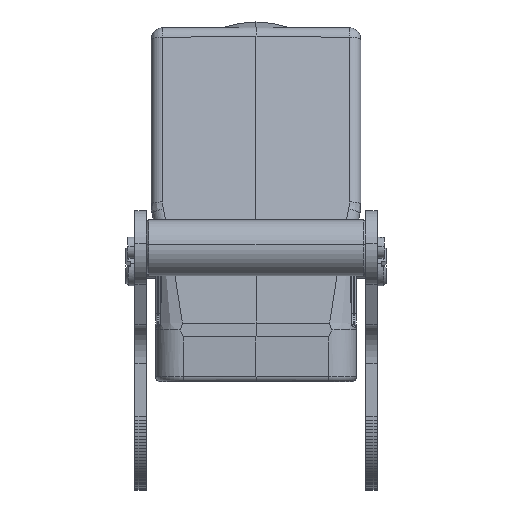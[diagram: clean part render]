
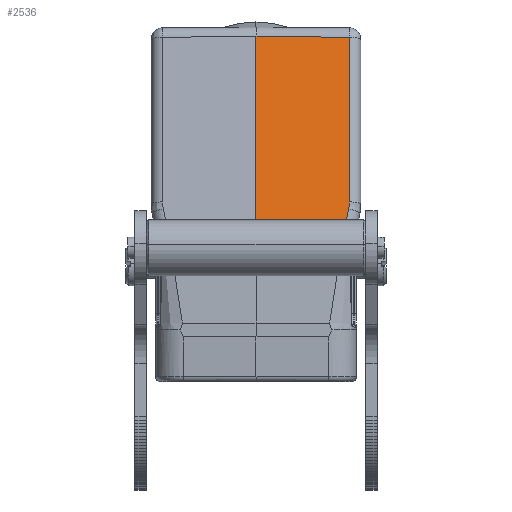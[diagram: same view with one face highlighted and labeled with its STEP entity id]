
A CAD part, top view. The second image highlights one B-rep face of the part: STEP entity #2536.
In plain terms, the highlighted planar face has unit normal (0.009, 0.19, 0.982).
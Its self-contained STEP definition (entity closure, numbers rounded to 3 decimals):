
#713=B_SPLINE_CURVE_WITH_KNOTS('',3,(#30337,#30338,#30339,#30340),
 .UNSPECIFIED.,.F.,.F.,(4,4),(0.,1.),.UNSPECIFIED.);
#2536=ADVANCED_FACE('',(#3663),#2993,.T.);
#2993=PLANE('',#15740);
#3663=FACE_OUTER_BOUND('',#4553,.T.);
#4553=EDGE_LOOP('',(#7978,#7979,#7980,#7981,#7982,#7983));
#7978=ORIENTED_EDGE('',*,*,#12134,.T.);
#7979=ORIENTED_EDGE('',*,*,#12144,.F.);
#7980=ORIENTED_EDGE('',*,*,#12145,.F.);
#7981=ORIENTED_EDGE('',*,*,#12146,.T.);
#7982=ORIENTED_EDGE('',*,*,#12147,.T.);
#7983=ORIENTED_EDGE('',*,*,#12143,.F.);
#9607=VERTEX_POINT('',#22515);
#10167=VERTEX_POINT('',#30310);
#10168=VERTEX_POINT('',#30311);
#10171=VERTEX_POINT('',#30329);
#10172=VERTEX_POINT('',#30334);
#10173=VERTEX_POINT('',#30336);
#12134=EDGE_CURVE('',#10167,#10168,#13466,.T.);
#12143=EDGE_CURVE('',#10167,#10171,#13470,.T.);
#12144=EDGE_CURVE('',#9607,#10168,#13471,.T.);
#12145=EDGE_CURVE('',#10172,#9607,#13472,.T.);
#12146=EDGE_CURVE('',#10172,#10173,#13473,.T.);
#12147=EDGE_CURVE('',#10173,#10171,#713,.T.);
#13466=LINE('',#30309,#14480);
#13470=LINE('',#30330,#14484);
#13471=LINE('',#30332,#14485);
#13472=LINE('',#30333,#14486);
#13473=LINE('',#30335,#14487);
#14480=VECTOR('',#19038,1.);
#14484=VECTOR('',#19058,1.);
#14485=VECTOR('',#19061,1.);
#14486=VECTOR('',#19062,1.);
#14487=VECTOR('',#19063,1.);
#15740=AXIS2_PLACEMENT_3D('',#30341,#19064,#19065);
#19038=DIRECTION('',(-1.,0.009,0.007));
#19058=DIRECTION('',(0.,-0.982,0.19));
#19061=DIRECTION('',(0.,0.982,-0.19));
#19062=DIRECTION('',(-1.,0.,0.009));
#19063=DIRECTION('',(0.193,0.963,-0.188));
#19064=DIRECTION('',(0.009,0.19,0.982));
#19065=DIRECTION('',(0.,-0.982,0.19));
#22515=CARTESIAN_POINT('',(0.,-21.241,44.49));
#30309=CARTESIAN_POINT('',(20.022,19.215,36.497));
#30310=CARTESIAN_POINT('',(20.022,19.215,36.497));
#30311=CARTESIAN_POINT('',(0.,19.39,36.641));
#30329=CARTESIAN_POINT('',(20.022,-16.12,43.323));
#30330=CARTESIAN_POINT('',(20.022,19.215,36.497));
#30332=CARTESIAN_POINT('',(0.,-21.241,44.49));
#30333=CARTESIAN_POINT('',(19.146,-21.241,44.32));
#30334=CARTESIAN_POINT('',(19.146,-21.241,44.32));
#30335=CARTESIAN_POINT('',(19.146,-21.241,44.32));
#30336=CARTESIAN_POINT('',(19.876,-17.591,43.609));
#30337=CARTESIAN_POINT('',(19.876,-17.591,43.609));
#30338=CARTESIAN_POINT('',(19.973,-17.107,43.514));
#30339=CARTESIAN_POINT('',(20.022,-16.614,43.419));
#30340=CARTESIAN_POINT('',(20.022,-16.12,43.323));
#30341=CARTESIAN_POINT('',(0.,-22.585,44.75));
